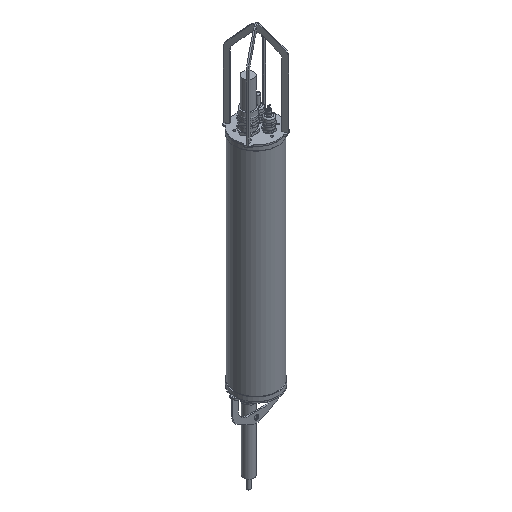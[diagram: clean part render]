
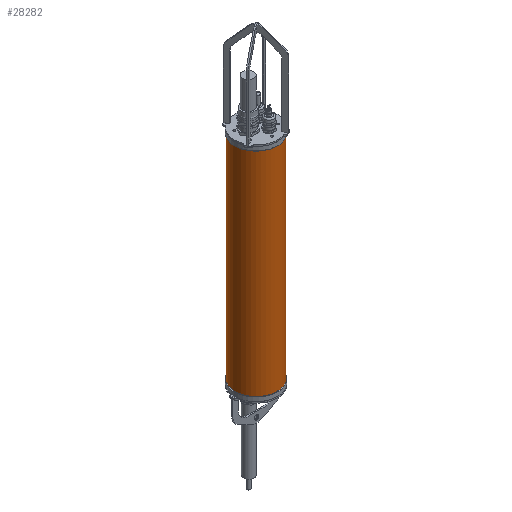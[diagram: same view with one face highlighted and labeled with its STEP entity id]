
A CAD part, isometric view. The second image highlights one B-rep face of the part: STEP entity #28282.
In plain terms, the highlighted cylindrical face has radius 31.75 mm (diameter 63.5 mm), a full revolution.
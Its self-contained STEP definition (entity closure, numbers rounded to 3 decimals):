
#709=LINE('',#41704,#3790);
#3790=VECTOR('',#33354,31.75);
#6870=CYLINDRICAL_SURFACE('',#30619,31.75);
#7501=FACE_OUTER_BOUND('',#9266,.T.);
#9266=EDGE_LOOP('',(#18894,#18895,#18896,#18897));
#11229=CIRCLE('',#30615,31.75);
#11232=CIRCLE('',#30620,31.75);
#12078=VERTEX_POINT('',#41693);
#12081=VERTEX_POINT('',#41702);
#14756=EDGE_CURVE('',#12078,#12078,#11229,.T.);
#14760=EDGE_CURVE('',#12081,#12081,#11232,.T.);
#14761=EDGE_CURVE('',#12081,#12078,#709,.T.);
#18894=ORIENTED_EDGE('',*,*,#14760,.F.);
#18895=ORIENTED_EDGE('',*,*,#14761,.T.);
#18896=ORIENTED_EDGE('',*,*,#14756,.F.);
#18897=ORIENTED_EDGE('',*,*,#14761,.F.);
#28282=ADVANCED_FACE('',(#7501),#6870,.T.);
#30615=AXIS2_PLACEMENT_3D('',#41694,#33341,#33342);
#30619=AXIS2_PLACEMENT_3D('',#41701,#33350,#33351);
#30620=AXIS2_PLACEMENT_3D('',#41703,#33352,#33353);
#33341=DIRECTION('center_axis',(0.,-1.,0.));
#33342=DIRECTION('ref_axis',(-1.,0.,0.));
#33350=DIRECTION('center_axis',(0.,1.,0.));
#33351=DIRECTION('ref_axis',(-1.,0.,0.));
#33352=DIRECTION('center_axis',(0.,1.,0.));
#33353=DIRECTION('ref_axis',(-1.,0.,0.));
#33354=DIRECTION('',(0.,-1.,0.));
#41693=CARTESIAN_POINT('',(31.75,-160.,0.));
#41694=CARTESIAN_POINT('Origin',(0.,-160.,0.));
#41701=CARTESIAN_POINT('Origin',(0.,0.,0.));
#41702=CARTESIAN_POINT('',(31.75,160.,0.));
#41703=CARTESIAN_POINT('Origin',(0.,160.,0.));
#41704=CARTESIAN_POINT('',(31.75,0.,0.));
